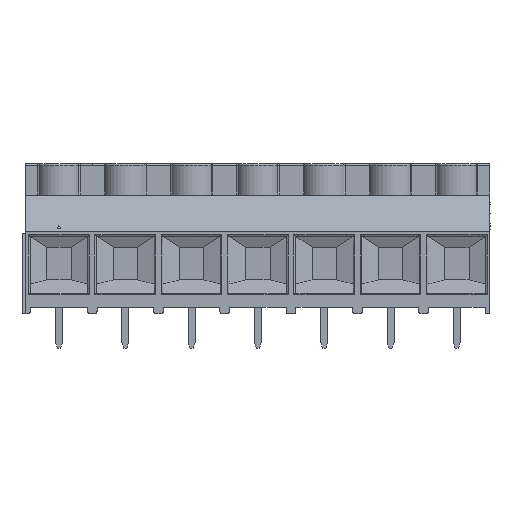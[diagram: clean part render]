
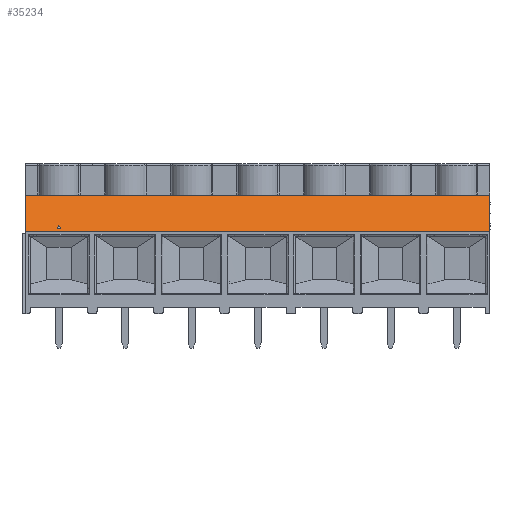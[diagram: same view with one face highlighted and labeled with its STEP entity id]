
A CAD part, top view. The second image highlights one B-rep face of the part: STEP entity #35234.
In plain terms, the highlighted planar face has unit normal (0, 0.454, 0.891).
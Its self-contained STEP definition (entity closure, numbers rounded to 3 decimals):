
#395 = ORIENTED_EDGE ( 'NONE', *, *, #3378, .F. ) ;
#548 = CARTESIAN_POINT ( 'NONE',  ( 5.01, 12.245, 11.923 ) ) ;
#928 = DIRECTION ( 'NONE',  ( -1., 0., 0. ) ) ;
#1854 = DIRECTION ( 'NONE',  ( 0., -0.454, -0.891 ) ) ;
#2283 = DIRECTION ( 'NONE',  ( 0., 0.891, -0.454 ) ) ;
#2636 = VECTOR ( 'NONE', #18961, 1000. ) ;
#3378 = EDGE_CURVE ( 'NONE', #8933, #29866, #35227, .T. ) ;
#3780 = LINE ( 'NONE', #22710, #6773 ) ;
#4562 = CARTESIAN_POINT ( 'NONE',  ( 66.64, 17., 9.5 ) ) ;
#4609 = VECTOR ( 'NONE', #13366, 1000. ) ;
#6262 = CARTESIAN_POINT ( 'NONE',  ( 4.76, 12.691, 11.696 ) ) ;
#6773 = VECTOR ( 'NONE', #23118, 1000. ) ;
#7621 = CARTESIAN_POINT ( 'NONE',  ( 0., 17., 9.5 ) ) ;
#7869 = EDGE_CURVE ( 'NONE', #38447, #19969, #17637, .T. ) ;
#7980 = ORIENTED_EDGE ( 'NONE', *, *, #7869, .T. ) ;
#8933 = VERTEX_POINT ( 'NONE', #548 ) ;
#9314 = CARTESIAN_POINT ( 'NONE',  ( 4.51, 12.245, 11.923 ) ) ;
#9984 = ORIENTED_EDGE ( 'NONE', *, *, #22823, .T. ) ;
#10582 = EDGE_LOOP ( 'NONE', ( #7980, #38897, #10850, #9984 ) ) ;
#10850 = ORIENTED_EDGE ( 'NONE', *, *, #19205, .F. ) ;
#11273 = LINE ( 'NONE', #4562, #20295 ) ;
#11948 = LINE ( 'NONE', #6262, #36286 ) ;
#12464 = LINE ( 'NONE', #9314, #2636 ) ;
#13174 = CARTESIAN_POINT ( 'NONE',  ( 5.01, 12.245, 11.923 ) ) ;
#13366 = DIRECTION ( 'NONE',  ( -0.447, 0.797, -0.406 ) ) ;
#14353 = EDGE_CURVE ( 'NONE', #29866, #33289, #11948, .T. ) ;
#14631 = PLANE ( 'NONE',  #26683 ) ;
#15322 = DIRECTION ( 'NONE',  ( 0., -0.891, 0.454 ) ) ;
#15828 = CARTESIAN_POINT ( 'NONE',  ( 66.64, 17., 9.5 ) ) ;
#15879 = EDGE_CURVE ( 'NONE', #33289, #8933, #12464, .T. ) ;
#17637 = LINE ( 'NONE', #34244, #22215 ) ;
#17651 = CARTESIAN_POINT ( 'NONE',  ( 0., 11.8, 12.15 ) ) ;
#18961 = DIRECTION ( 'NONE',  ( 1., 0., 0. ) ) ;
#19205 = EDGE_CURVE ( 'NONE', #34223, #28715, #11273, .T. ) ;
#19969 = VERTEX_POINT ( 'NONE', #17651 ) ;
#19992 = CARTESIAN_POINT ( 'NONE',  ( 66.64, 17., 9.5 ) ) ;
#20295 = VECTOR ( 'NONE', #37302, 1000. ) ;
#21433 = EDGE_LOOP ( 'NONE', ( #395, #21493, #31900 ) ) ;
#21493 = ORIENTED_EDGE ( 'NONE', *, *, #15879, .F. ) ;
#21708 = EDGE_CURVE ( 'NONE', #28715, #19969, #3780, .T. ) ;
#22215 = VECTOR ( 'NONE', #15322, 1000. ) ;
#22710 = CARTESIAN_POINT ( 'NONE',  ( 66.64, 11.8, 12.15 ) ) ;
#22823 = EDGE_CURVE ( 'NONE', #34223, #38447, #27466, .T. ) ;
#23118 = DIRECTION ( 'NONE',  ( -1., 0., 0. ) ) ;
#26683 = AXIS2_PLACEMENT_3D ( 'NONE', #28299, #1854, #2283 ) ;
#27466 = LINE ( 'NONE', #19992, #39082 ) ;
#28071 = FACE_OUTER_BOUND ( 'NONE', #10582, .T. ) ;
#28095 = DIRECTION ( 'NONE',  ( -0.447, -0.797, 0.406 ) ) ;
#28299 = CARTESIAN_POINT ( 'NONE',  ( 66.64, 17., 9.5 ) ) ;
#28715 = VERTEX_POINT ( 'NONE', #29816 ) ;
#29816 = CARTESIAN_POINT ( 'NONE',  ( 66.64, 11.8, 12.15 ) ) ;
#29866 = VERTEX_POINT ( 'NONE', #30543 ) ;
#30543 = CARTESIAN_POINT ( 'NONE',  ( 4.76, 12.691, 11.696 ) ) ;
#31900 = ORIENTED_EDGE ( 'NONE', *, *, #14353, .F. ) ;
#33289 = VERTEX_POINT ( 'NONE', #36649 ) ;
#34223 = VERTEX_POINT ( 'NONE', #15828 ) ;
#34244 = CARTESIAN_POINT ( 'NONE',  ( 0., 17., 9.5 ) ) ;
#35227 = LINE ( 'NONE', #13174, #4609 ) ;
#35234 = ADVANCED_FACE ( 'NONE', ( #40672, #28071 ), #14631, .F. ) ;
#36286 = VECTOR ( 'NONE', #28095, 1000. ) ;
#36649 = CARTESIAN_POINT ( 'NONE',  ( 4.51, 12.245, 11.923 ) ) ;
#37302 = DIRECTION ( 'NONE',  ( 0., -0.891, 0.454 ) ) ;
#38447 = VERTEX_POINT ( 'NONE', #7621 ) ;
#38897 = ORIENTED_EDGE ( 'NONE', *, *, #21708, .F. ) ;
#39082 = VECTOR ( 'NONE', #928, 1000. ) ;
#40672 = FACE_BOUND ( 'NONE', #21433, .T. ) ;
